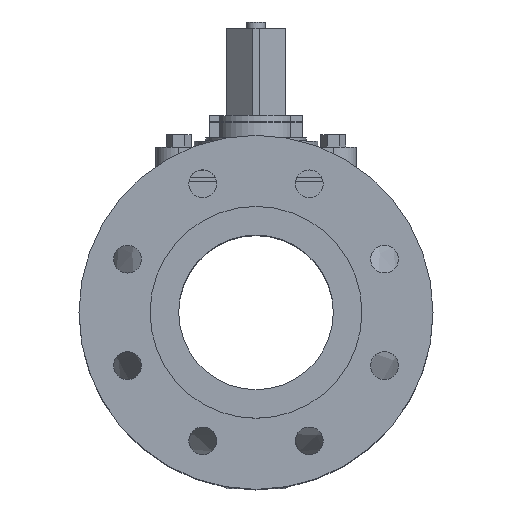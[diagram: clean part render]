
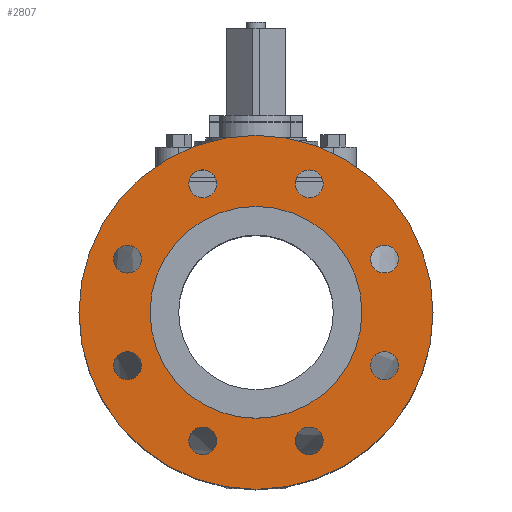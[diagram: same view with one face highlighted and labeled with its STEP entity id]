
A CAD part, top view. The second image highlights one B-rep face of the part: STEP entity #2807.
In plain terms, the highlighted planar face has unit normal (0, 0, 1).
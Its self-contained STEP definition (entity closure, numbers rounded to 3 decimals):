
#99=FACE_BOUND('',#486,.T.);
#100=FACE_BOUND('',#487,.T.);
#101=FACE_BOUND('',#488,.T.);
#102=FACE_BOUND('',#489,.T.);
#103=FACE_BOUND('',#490,.T.);
#104=FACE_BOUND('',#491,.T.);
#105=FACE_BOUND('',#492,.T.);
#106=FACE_BOUND('',#493,.T.);
#107=FACE_BOUND('',#494,.T.);
#178=PLANE('',#3086);
#300=FACE_OUTER_BOUND('',#485,.T.);
#485=EDGE_LOOP('',(#2417,#2418));
#486=EDGE_LOOP('',(#2419,#2420));
#487=EDGE_LOOP('',(#2421,#2422));
#488=EDGE_LOOP('',(#2423,#2424));
#489=EDGE_LOOP('',(#2425,#2426));
#490=EDGE_LOOP('',(#2427,#2428));
#491=EDGE_LOOP('',(#2429,#2430));
#492=EDGE_LOOP('',(#2431,#2432));
#493=EDGE_LOOP('',(#2433,#2434));
#494=EDGE_LOOP('',(#2435,#2436));
#1017=CIRCLE('',#2900,9.);
#1018=CIRCLE('',#2901,9.);
#1020=CIRCLE('',#2904,9.);
#1021=CIRCLE('',#2905,9.);
#1023=CIRCLE('',#2908,9.);
#1024=CIRCLE('',#2909,9.);
#1026=CIRCLE('',#2912,9.);
#1027=CIRCLE('',#2913,9.);
#1029=CIRCLE('',#2916,9.);
#1030=CIRCLE('',#2917,9.);
#1032=CIRCLE('',#2920,9.);
#1033=CIRCLE('',#2921,9.);
#1035=CIRCLE('',#2924,9.);
#1036=CIRCLE('',#2925,9.);
#1038=CIRCLE('',#2928,9.);
#1039=CIRCLE('',#2929,9.);
#1108=CIRCLE('',#3084,114.5);
#1109=CIRCLE('',#3085,114.5);
#1110=CIRCLE('',#3087,68.5);
#1111=CIRCLE('',#3088,68.5);
#1166=VERTEX_POINT('',#4021);
#1167=VERTEX_POINT('',#4022);
#1169=VERTEX_POINT('',#4029);
#1170=VERTEX_POINT('',#4030);
#1172=VERTEX_POINT('',#4037);
#1173=VERTEX_POINT('',#4038);
#1175=VERTEX_POINT('',#4045);
#1176=VERTEX_POINT('',#4046);
#1178=VERTEX_POINT('',#4053);
#1179=VERTEX_POINT('',#4054);
#1181=VERTEX_POINT('',#4061);
#1182=VERTEX_POINT('',#4062);
#1184=VERTEX_POINT('',#4069);
#1185=VERTEX_POINT('',#4070);
#1187=VERTEX_POINT('',#4077);
#1188=VERTEX_POINT('',#4078);
#1362=VERTEX_POINT('',#4736);
#1363=VERTEX_POINT('',#4738);
#1364=VERTEX_POINT('',#4742);
#1365=VERTEX_POINT('',#4743);
#1462=EDGE_CURVE('',#1166,#1167,#1017,.T.);
#1463=EDGE_CURVE('',#1167,#1166,#1018,.T.);
#1466=EDGE_CURVE('',#1169,#1170,#1020,.T.);
#1467=EDGE_CURVE('',#1170,#1169,#1021,.T.);
#1470=EDGE_CURVE('',#1172,#1173,#1023,.T.);
#1471=EDGE_CURVE('',#1173,#1172,#1024,.T.);
#1474=EDGE_CURVE('',#1175,#1176,#1026,.T.);
#1475=EDGE_CURVE('',#1176,#1175,#1027,.T.);
#1478=EDGE_CURVE('',#1178,#1179,#1029,.T.);
#1479=EDGE_CURVE('',#1179,#1178,#1030,.T.);
#1482=EDGE_CURVE('',#1181,#1182,#1032,.T.);
#1483=EDGE_CURVE('',#1182,#1181,#1033,.T.);
#1486=EDGE_CURVE('',#1184,#1185,#1035,.T.);
#1487=EDGE_CURVE('',#1185,#1184,#1036,.T.);
#1490=EDGE_CURVE('',#1187,#1188,#1038,.T.);
#1491=EDGE_CURVE('',#1188,#1187,#1039,.T.);
#1735=EDGE_CURVE('',#1362,#1363,#1108,.T.);
#1736=EDGE_CURVE('',#1363,#1362,#1109,.T.);
#1737=EDGE_CURVE('',#1364,#1365,#1110,.T.);
#1738=EDGE_CURVE('',#1365,#1364,#1111,.T.);
#2417=ORIENTED_EDGE('',*,*,#1736,.F.);
#2418=ORIENTED_EDGE('',*,*,#1735,.F.);
#2419=ORIENTED_EDGE('',*,*,#1462,.T.);
#2420=ORIENTED_EDGE('',*,*,#1463,.T.);
#2421=ORIENTED_EDGE('',*,*,#1466,.T.);
#2422=ORIENTED_EDGE('',*,*,#1467,.T.);
#2423=ORIENTED_EDGE('',*,*,#1470,.T.);
#2424=ORIENTED_EDGE('',*,*,#1471,.T.);
#2425=ORIENTED_EDGE('',*,*,#1474,.T.);
#2426=ORIENTED_EDGE('',*,*,#1475,.T.);
#2427=ORIENTED_EDGE('',*,*,#1478,.T.);
#2428=ORIENTED_EDGE('',*,*,#1479,.T.);
#2429=ORIENTED_EDGE('',*,*,#1482,.T.);
#2430=ORIENTED_EDGE('',*,*,#1483,.T.);
#2431=ORIENTED_EDGE('',*,*,#1486,.T.);
#2432=ORIENTED_EDGE('',*,*,#1487,.T.);
#2433=ORIENTED_EDGE('',*,*,#1490,.T.);
#2434=ORIENTED_EDGE('',*,*,#1491,.T.);
#2435=ORIENTED_EDGE('',*,*,#1737,.T.);
#2436=ORIENTED_EDGE('',*,*,#1738,.T.);
#2807=ADVANCED_FACE('',(#300,#99,#100,#101,#102,#103,#104,#105,#106,#107),
#178,.T.);
#2900=AXIS2_PLACEMENT_3D('',#4023,#3229,#3230);
#2901=AXIS2_PLACEMENT_3D('',#4024,#3231,#3232);
#2904=AXIS2_PLACEMENT_3D('',#4031,#3238,#3239);
#2905=AXIS2_PLACEMENT_3D('',#4032,#3240,#3241);
#2908=AXIS2_PLACEMENT_3D('',#4039,#3247,#3248);
#2909=AXIS2_PLACEMENT_3D('',#4040,#3249,#3250);
#2912=AXIS2_PLACEMENT_3D('',#4047,#3256,#3257);
#2913=AXIS2_PLACEMENT_3D('',#4048,#3258,#3259);
#2916=AXIS2_PLACEMENT_3D('',#4055,#3265,#3266);
#2917=AXIS2_PLACEMENT_3D('',#4056,#3267,#3268);
#2920=AXIS2_PLACEMENT_3D('',#4063,#3274,#3275);
#2921=AXIS2_PLACEMENT_3D('',#4064,#3276,#3277);
#2924=AXIS2_PLACEMENT_3D('',#4071,#3283,#3284);
#2925=AXIS2_PLACEMENT_3D('',#4072,#3285,#3286);
#2928=AXIS2_PLACEMENT_3D('',#4079,#3292,#3293);
#2929=AXIS2_PLACEMENT_3D('',#4080,#3294,#3295);
#3084=AXIS2_PLACEMENT_3D('',#4739,#3775,#3776);
#3085=AXIS2_PLACEMENT_3D('',#4740,#3777,#3778);
#3086=AXIS2_PLACEMENT_3D('',#4741,#3779,#3780);
#3087=AXIS2_PLACEMENT_3D('',#4744,#3781,#3782);
#3088=AXIS2_PLACEMENT_3D('',#4745,#3783,#3784);
#3229=DIRECTION('center_axis',(0.,0.,-1.));
#3230=DIRECTION('ref_axis',(0.707,0.707,0.));
#3231=DIRECTION('center_axis',(0.,0.,-1.));
#3232=DIRECTION('ref_axis',(0.707,0.707,0.));
#3238=DIRECTION('center_axis',(0.,0.,-1.));
#3239=DIRECTION('ref_axis',(0.,1.,0.));
#3240=DIRECTION('center_axis',(0.,0.,-1.));
#3241=DIRECTION('ref_axis',(0.,1.,0.));
#3247=DIRECTION('center_axis',(0.,0.,-1.));
#3248=DIRECTION('ref_axis',(-0.707,0.707,0.));
#3249=DIRECTION('center_axis',(0.,0.,-1.));
#3250=DIRECTION('ref_axis',(-0.707,0.707,0.));
#3256=DIRECTION('center_axis',(0.,0.,-1.));
#3257=DIRECTION('ref_axis',(-1.,0.,0.));
#3258=DIRECTION('center_axis',(0.,0.,-1.));
#3259=DIRECTION('ref_axis',(-1.,0.,0.));
#3265=DIRECTION('center_axis',(0.,0.,-1.));
#3266=DIRECTION('ref_axis',(-0.707,-0.707,0.));
#3267=DIRECTION('center_axis',(0.,0.,-1.));
#3268=DIRECTION('ref_axis',(-0.707,-0.707,0.));
#3274=DIRECTION('center_axis',(0.,0.,-1.));
#3275=DIRECTION('ref_axis',(0.,-1.,0.));
#3276=DIRECTION('center_axis',(0.,0.,-1.));
#3277=DIRECTION('ref_axis',(0.,-1.,0.));
#3283=DIRECTION('center_axis',(0.,0.,-1.));
#3284=DIRECTION('ref_axis',(0.707,-0.707,0.));
#3285=DIRECTION('center_axis',(0.,0.,-1.));
#3286=DIRECTION('ref_axis',(0.707,-0.707,0.));
#3292=DIRECTION('center_axis',(0.,0.,-1.));
#3293=DIRECTION('ref_axis',(1.,0.,0.));
#3294=DIRECTION('center_axis',(0.,0.,-1.));
#3295=DIRECTION('ref_axis',(1.,0.,0.));
#3775=DIRECTION('center_axis',(0.,0.,-1.));
#3776=DIRECTION('ref_axis',(1.,0.,0.));
#3777=DIRECTION('center_axis',(0.,0.,-1.));
#3778=DIRECTION('ref_axis',(1.,0.,0.));
#3779=DIRECTION('center_axis',(0.,0.,1.));
#3780=DIRECTION('ref_axis',(1.,0.,0.));
#3781=DIRECTION('center_axis',(0.,0.,-1.));
#3782=DIRECTION('ref_axis',(1.,0.,0.));
#3783=DIRECTION('center_axis',(0.,0.,-1.));
#3784=DIRECTION('ref_axis',(1.,0.,0.));
#4021=CARTESIAN_POINT('',(-28.078,89.513,113.));
#4022=CARTESIAN_POINT('',(-40.805,76.785,113.));
#4023=CARTESIAN_POINT('Origin',(-34.442,83.149,113.));
#4024=CARTESIAN_POINT('Origin',(-34.442,83.149,113.));
#4029=CARTESIAN_POINT('',(-83.149,43.442,113.));
#4030=CARTESIAN_POINT('',(-83.149,25.442,113.));
#4031=CARTESIAN_POINT('Origin',(-83.149,34.442,113.));
#4032=CARTESIAN_POINT('Origin',(-83.149,34.442,113.));
#4037=CARTESIAN_POINT('',(-89.513,-28.078,113.));
#4038=CARTESIAN_POINT('',(-76.785,-40.805,113.));
#4039=CARTESIAN_POINT('Origin',(-83.149,-34.442,113.));
#4040=CARTESIAN_POINT('Origin',(-83.149,-34.442,113.));
#4045=CARTESIAN_POINT('',(-43.442,-83.149,113.));
#4046=CARTESIAN_POINT('',(-25.442,-83.149,113.));
#4047=CARTESIAN_POINT('Origin',(-34.442,-83.149,113.));
#4048=CARTESIAN_POINT('Origin',(-34.442,-83.149,113.));
#4053=CARTESIAN_POINT('',(28.078,-89.513,113.));
#4054=CARTESIAN_POINT('',(40.805,-76.785,113.));
#4055=CARTESIAN_POINT('Origin',(34.442,-83.149,113.));
#4056=CARTESIAN_POINT('Origin',(34.442,-83.149,113.));
#4061=CARTESIAN_POINT('',(83.149,-43.442,113.));
#4062=CARTESIAN_POINT('',(83.149,-25.442,113.));
#4063=CARTESIAN_POINT('Origin',(83.149,-34.442,113.));
#4064=CARTESIAN_POINT('Origin',(83.149,-34.442,113.));
#4069=CARTESIAN_POINT('',(89.513,28.078,113.));
#4070=CARTESIAN_POINT('',(76.785,40.805,113.));
#4071=CARTESIAN_POINT('Origin',(83.149,34.442,113.));
#4072=CARTESIAN_POINT('Origin',(83.149,34.442,113.));
#4077=CARTESIAN_POINT('',(43.442,83.149,113.));
#4078=CARTESIAN_POINT('',(25.442,83.149,113.));
#4079=CARTESIAN_POINT('Origin',(34.442,83.149,113.));
#4080=CARTESIAN_POINT('Origin',(34.442,83.149,113.));
#4736=CARTESIAN_POINT('',(0.,-114.5,113.));
#4738=CARTESIAN_POINT('',(0.,114.5,113.));
#4739=CARTESIAN_POINT('Origin',(0.,0.,113.));
#4740=CARTESIAN_POINT('Origin',(0.,0.,113.));
#4741=CARTESIAN_POINT('Origin',(0.,114.5,113.));
#4742=CARTESIAN_POINT('',(0.,68.5,113.));
#4743=CARTESIAN_POINT('',(0.,-68.5,113.));
#4744=CARTESIAN_POINT('Origin',(0.,0.,113.));
#4745=CARTESIAN_POINT('Origin',(0.,0.,113.));
